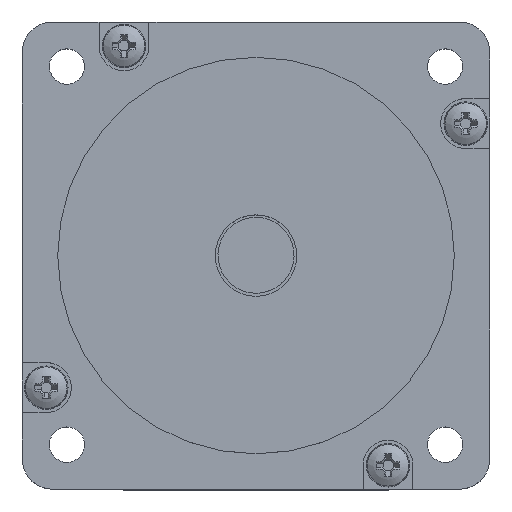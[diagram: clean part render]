
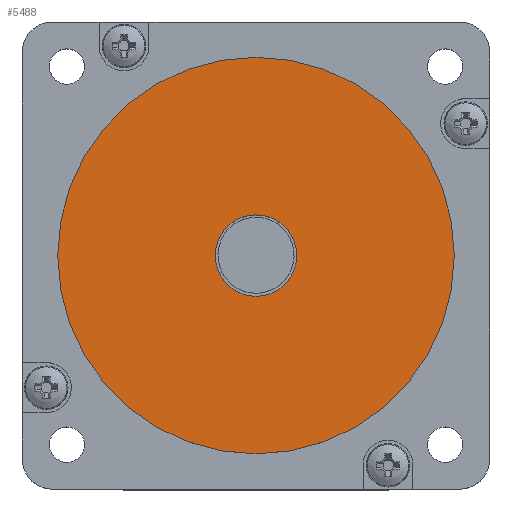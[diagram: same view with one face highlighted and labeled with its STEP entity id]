
A CAD part, top view. The second image highlights one B-rep face of the part: STEP entity #5488.
In plain terms, the highlighted planar face has unit normal (0, 0, 1).
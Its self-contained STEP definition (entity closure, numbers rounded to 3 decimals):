
#217=FACE_BOUND('',#769,.T.);
#262=PLANE('',#5891);
#442=FACE_OUTER_BOUND('',#768,.T.);
#768=EDGE_LOOP('',(#3759));
#769=EDGE_LOOP('',(#3760));
#1801=CIRCLE('',#5777,7.5);
#1860=CIRCLE('',#5890,36.5);
#2117=VERTEX_POINT('',#8082);
#2232=VERTEX_POINT('',#8421);
#2647=EDGE_CURVE('',#2117,#2117,#1801,.T.);
#2817=EDGE_CURVE('',#2232,#2232,#1860,.T.);
#3759=ORIENTED_EDGE('',*,*,#2817,.F.);
#3760=ORIENTED_EDGE('',*,*,#2647,.T.);
#5488=ADVANCED_FACE('',(#442,#217),#262,.F.);
#5777=AXIS2_PLACEMENT_3D('',#8083,#6420,#6421);
#5890=AXIS2_PLACEMENT_3D('',#8422,#6757,#6758);
#5891=AXIS2_PLACEMENT_3D('',#8424,#6760,#6761);
#6420=DIRECTION('center_axis',(0.,0.,-1.));
#6421=DIRECTION('ref_axis',(1.,0.,0.));
#6757=DIRECTION('center_axis',(0.,0.,-1.));
#6758=DIRECTION('ref_axis',(-1.,0.,0.));
#6760=DIRECTION('center_axis',(0.,0.,-1.));
#6761=DIRECTION('ref_axis',(-1.,0.,0.));
#8082=CARTESIAN_POINT('',(-7.5,0.,19.12));
#8083=CARTESIAN_POINT('Origin',(0.,0.,19.12));
#8421=CARTESIAN_POINT('',(36.5,0.,19.12));
#8422=CARTESIAN_POINT('Origin',(0.,0.,19.12));
#8424=CARTESIAN_POINT('Origin',(0.,0.,19.12));
